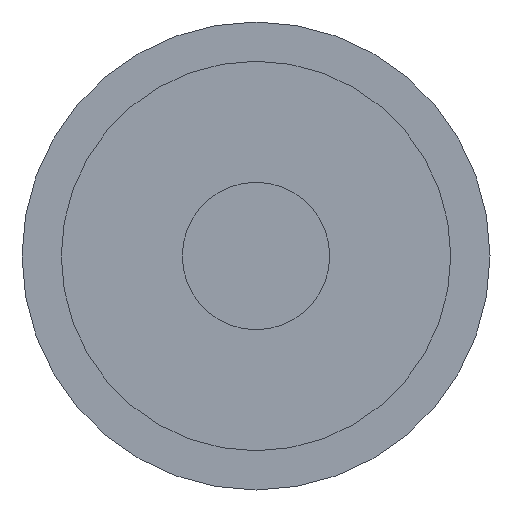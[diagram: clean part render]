
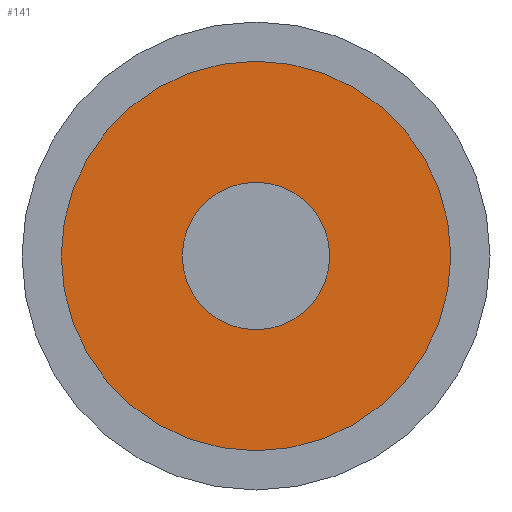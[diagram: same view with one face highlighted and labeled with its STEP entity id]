
A CAD part, front view. The second image highlights one B-rep face of the part: STEP entity #141.
In plain terms, the highlighted planar face has unit normal (0, -1, 0).
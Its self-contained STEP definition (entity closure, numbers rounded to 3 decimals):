
#14=FACE_BOUND('',#48,.T.);
#26=PLANE('',#174);
#35=FACE_OUTER_BOUND('',#47,.T.);
#47=EDGE_LOOP('',(#116));
#48=EDGE_LOOP('',(#117));
#68=CIRCLE('',#169,1.37);
#70=CIRCLE('',#172,3.62);
#78=VERTEX_POINT('',#244);
#80=VERTEX_POINT('',#250);
#90=EDGE_CURVE('',#78,#78,#68,.T.);
#93=EDGE_CURVE('',#80,#80,#70,.T.);
#116=ORIENTED_EDGE('',*,*,#93,.F.);
#117=ORIENTED_EDGE('',*,*,#90,.F.);
#141=ADVANCED_FACE('',(#35,#14),#26,.F.);
#169=AXIS2_PLACEMENT_3D('',#246,#201,#202);
#172=AXIS2_PLACEMENT_3D('',#252,#208,#209);
#174=AXIS2_PLACEMENT_3D('',#254,#212,#213);
#201=DIRECTION('center_axis',(0.,-1.,0.));
#202=DIRECTION('ref_axis',(1.,0.,0.));
#208=DIRECTION('center_axis',(0.,1.,0.));
#209=DIRECTION('ref_axis',(1.,0.,0.));
#212=DIRECTION('center_axis',(0.,1.,0.));
#213=DIRECTION('ref_axis',(1.,0.,0.));
#244=CARTESIAN_POINT('',(-1.37,0.,0.));
#246=CARTESIAN_POINT('Origin',(0.,0.,0.));
#250=CARTESIAN_POINT('',(-3.62,0.,0.));
#252=CARTESIAN_POINT('Origin',(0.,0.,0.));
#254=CARTESIAN_POINT('Origin',(0.,0.,0.));
